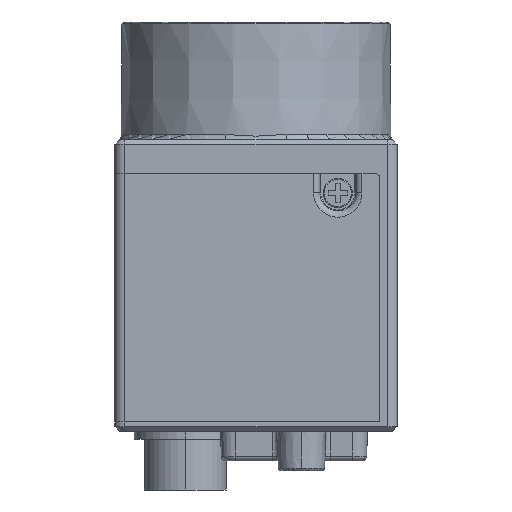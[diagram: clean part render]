
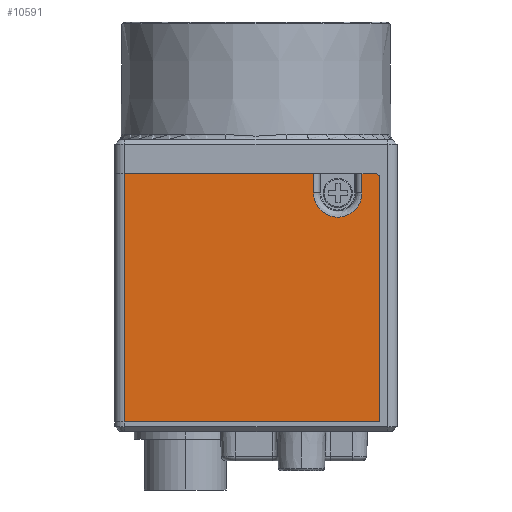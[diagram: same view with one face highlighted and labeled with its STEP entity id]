
A CAD part, left-side view. The second image highlights one B-rep face of the part: STEP entity #10591.
In plain terms, the highlighted planar face has unit normal (-1, 0, 0).
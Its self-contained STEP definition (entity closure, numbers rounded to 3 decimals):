
#31 = PLANE ( 'NONE',  #5788 ) ;
#77 = CARTESIAN_POINT ( 'NONE',  ( -14.5, -10.885, 2.412 ) ) ;
#326 = VERTEX_POINT ( 'NONE', #1057 ) ;
#628 = CARTESIAN_POINT ( 'NONE',  ( -14.5, -12.7, 9.132 ) ) ;
#725 = CARTESIAN_POINT ( 'NONE',  ( -14.5, -10.885, 9.382 ) ) ;
#748 = CARTESIAN_POINT ( 'NONE',  ( -14.5, -5.915, 7.382 ) ) ;
#761 = ORIENTED_EDGE ( 'NONE', *, *, #5251, .F. ) ;
#775 = EDGE_CURVE ( 'NONE', #3783, #9095, #4902, .T. ) ;
#940 = ORIENTED_EDGE ( 'NONE', *, *, #17573, .F. ) ;
#946 = LINE ( 'NONE', #628, #11481 ) ;
#1057 = CARTESIAN_POINT ( 'NONE',  ( -14.5, 13.5, -16.118 ) ) ;
#1170 = FACE_OUTER_BOUND ( 'NONE', #2966, .T. ) ;
#1619 = AXIS2_PLACEMENT_3D ( 'NONE', #15903, #7744, #17288 ) ;
#1635 = CARTESIAN_POINT ( 'NONE',  ( -14.5, -5.915, 9.132 ) ) ;
#2030 = VECTOR ( 'NONE', #6088, 1000. ) ;
#2221 = EDGE_CURVE ( 'NONE', #9095, #9501, #946, .T. ) ;
#2797 = CARTESIAN_POINT ( 'NONE',  ( -14.5, -12.5, 9.132 ) ) ;
#2878 = EDGE_CURVE ( 'NONE', #326, #10104, #16581, .T. ) ;
#2966 = EDGE_LOOP ( 'NONE', ( #5001, #13015, #5578, #13724, #7236, #3586, #940, #761, #15717 ) ) ;
#3389 = LINE ( 'NONE', #16635, #10621 ) ;
#3586 = ORIENTED_EDGE ( 'NONE', *, *, #17751, .F. ) ;
#3739 = EDGE_CURVE ( 'NONE', #13752, #9144, #5249, .T. ) ;
#3783 = VERTEX_POINT ( 'NONE', #15348 ) ;
#4169 = DIRECTION ( 'NONE',  ( 0., 0., -1. ) ) ;
#4206 = DIRECTION ( 'NONE',  ( 0., 0., 1. ) ) ;
#4782 = DIRECTION ( 'NONE',  ( 0., 0., -1. ) ) ;
#4902 = CIRCLE ( 'NONE', #1619, 0.5 ) ;
#5001 = ORIENTED_EDGE ( 'NONE', *, *, #8945, .F. ) ;
#5249 = LINE ( 'NONE', #1635, #8873 ) ;
#5251 = EDGE_CURVE ( 'NONE', #9144, #7435, #14253, .T. ) ;
#5578 = ORIENTED_EDGE ( 'NONE', *, *, #10107, .F. ) ;
#5788 = AXIS2_PLACEMENT_3D ( 'NONE', #2797, #12341, #4169 ) ;
#6088 = DIRECTION ( 'NONE',  ( 0., 0., 1. ) ) ;
#6924 = CARTESIAN_POINT ( 'NONE',  ( -14.5, -5.915, 2.412 ) ) ;
#7002 = CARTESIAN_POINT ( 'NONE',  ( -14.5, -10.885, 7.382 ) ) ;
#7090 = DIRECTION ( 'NONE',  ( 0., -1., 0. ) ) ;
#7236 = ORIENTED_EDGE ( 'NONE', *, *, #775, .F. ) ;
#7435 = VERTEX_POINT ( 'NONE', #7002 ) ;
#7744 = DIRECTION ( 'NONE',  ( 1., 0., 0. ) ) ;
#7788 = CARTESIAN_POINT ( 'NONE',  ( -14.5, -5.915, 9.382 ) ) ;
#8047 = VERTEX_POINT ( 'NONE', #725 ) ;
#8543 = DIRECTION ( 'NONE',  ( 0., 1., 0. ) ) ;
#8802 = CARTESIAN_POINT ( 'NONE',  ( -14.5, -12.7, 8.882 ) ) ;
#8873 = VECTOR ( 'NONE', #14001, 1000. ) ;
#8945 = EDGE_CURVE ( 'NONE', #10104, #13752, #3389, .T. ) ;
#9095 = VERTEX_POINT ( 'NONE', #8802 ) ;
#9144 = VERTEX_POINT ( 'NONE', #748 ) ;
#9363 = LINE ( 'NONE', #13416, #16205 ) ;
#9501 = VERTEX_POINT ( 'NONE', #17632 ) ;
#9666 = CARTESIAN_POINT ( 'NONE',  ( -14.5, -5.915, 7.382 ) ) ;
#10104 = VERTEX_POINT ( 'NONE', #11281 ) ;
#10107 = EDGE_CURVE ( 'NONE', #9501, #326, #14084, .T. ) ;
#10591 = ADVANCED_FACE ( 'NONE', ( #1170 ), #31, .F. ) ;
#10621 = VECTOR ( 'NONE', #7090, 1000. ) ;
#11026 = CARTESIAN_POINT ( 'NONE',  ( -14.5, -10.885, 7.382 ) ) ;
#11281 = CARTESIAN_POINT ( 'NONE',  ( -14.5, 13.5, 9.382 ) ) ;
#11481 = VECTOR ( 'NONE', #4782, 1000. ) ;
#12341 = DIRECTION ( 'NONE',  ( 1., 0., 0. ) ) ;
#12383 = LINE ( 'NONE', #13741, #15178 ) ;
#13015 = ORIENTED_EDGE ( 'NONE', *, *, #2878, .F. ) ;
#13416 = CARTESIAN_POINT ( 'NONE',  ( -14.5, -12.5, 9.382 ) ) ;
#13641 = VECTOR ( 'NONE', #8543, 1000. ) ;
#13724 = ORIENTED_EDGE ( 'NONE', *, *, #2221, .F. ) ;
#13741 = CARTESIAN_POINT ( 'NONE',  ( -14.5, -10.885, 9.132 ) ) ;
#13752 = VERTEX_POINT ( 'NONE', #7788 ) ;
#14001 = DIRECTION ( 'NONE',  ( 0., 0., -1. ) ) ;
#14084 = LINE ( 'NONE', #15427, #13641 ) ;
#14253 =( BOUNDED_CURVE ( )  B_SPLINE_CURVE ( 3, ( #9666, #6924, #77, #11026 ),
 .UNSPECIFIED., .F., .T. ) 
 B_SPLINE_CURVE_WITH_KNOTS ( ( 4, 4 ),
 ( 0., 1. ),
 .UNSPECIFIED. ) 
 CURVE ( )  GEOMETRIC_REPRESENTATION_ITEM ( )  RATIONAL_B_SPLINE_CURVE ( ( 1., 0.333, 0.333, 1. ) ) 
 REPRESENTATION_ITEM ( '' )  );
#15178 = VECTOR ( 'NONE', #4206, 1000. ) ;
#15348 = CARTESIAN_POINT ( 'NONE',  ( -14.5, -12.2, 9.382 ) ) ;
#15427 = CARTESIAN_POINT ( 'NONE',  ( -14.5, -12.5, -16.118 ) ) ;
#15639 = CARTESIAN_POINT ( 'NONE',  ( -14.5, 13.5, 9.132 ) ) ;
#15717 = ORIENTED_EDGE ( 'NONE', *, *, #3739, .F. ) ;
#15903 = CARTESIAN_POINT ( 'NONE',  ( -14.5, -12.2, 8.882 ) ) ;
#16205 = VECTOR ( 'NONE', #17469, 1000. ) ;
#16581 = LINE ( 'NONE', #15639, #2030 ) ;
#16635 = CARTESIAN_POINT ( 'NONE',  ( -14.5, -12.5, 9.382 ) ) ;
#17288 = DIRECTION ( 'NONE',  ( 0., 0., -1. ) ) ;
#17469 = DIRECTION ( 'NONE',  ( 0., -1., 0. ) ) ;
#17573 = EDGE_CURVE ( 'NONE', #7435, #8047, #12383, .T. ) ;
#17632 = CARTESIAN_POINT ( 'NONE',  ( -14.5, -12.7, -16.118 ) ) ;
#17751 = EDGE_CURVE ( 'NONE', #8047, #3783, #9363, .T. ) ;
